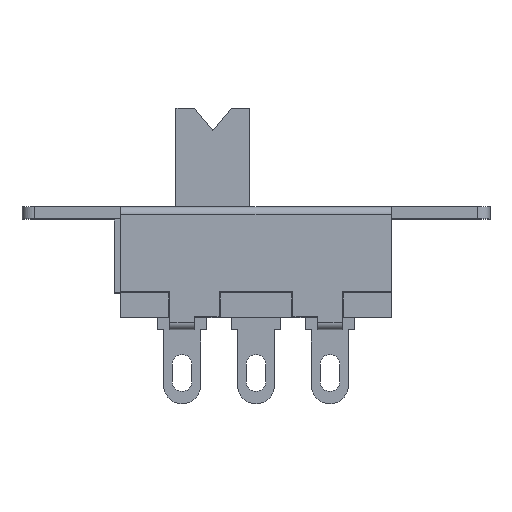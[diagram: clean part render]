
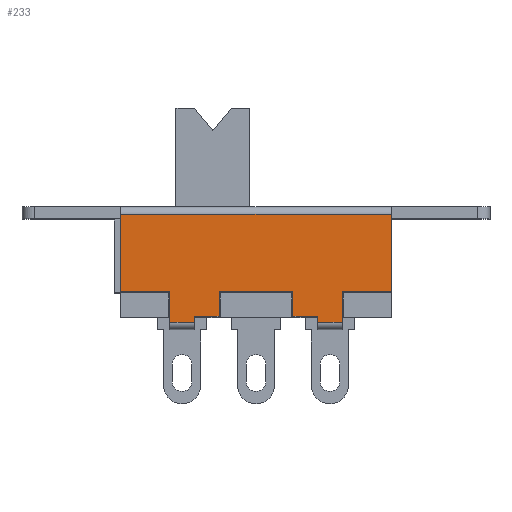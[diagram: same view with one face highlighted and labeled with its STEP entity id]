
A CAD part, top view. The second image highlights one B-rep face of the part: STEP entity #233.
In plain terms, the highlighted planar face has unit normal (0, 0, 1).
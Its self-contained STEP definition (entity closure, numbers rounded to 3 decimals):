
#233 = ADVANCED_FACE( '', ( #451 ), #452, .F. );
#451 = FACE_OUTER_BOUND( '', #752, .T. );
#452 = PLANE( '', #753 );
#752 = EDGE_LOOP( '', ( #1523, #1524, #1525, #1526, #1527, #1528, #1529, #1530, #1531, #1532, #1533, #1534, #1535, #1536, #1537, #1538 ) );
#753 = AXIS2_PLACEMENT_3D( '', #1539, #1540, #1541 );
#1523 = ORIENTED_EDGE( '', *, *, #2351, .F. );
#1524 = ORIENTED_EDGE( '', *, *, #2406, .F. );
#1525 = ORIENTED_EDGE( '', *, *, #2281, .T. );
#1526 = ORIENTED_EDGE( '', *, *, #2244, .F. );
#1527 = ORIENTED_EDGE( '', *, *, #2356, .F. );
#1528 = ORIENTED_EDGE( '', *, *, #2357, .F. );
#1529 = ORIENTED_EDGE( '', *, *, #2359, .F. );
#1530 = ORIENTED_EDGE( '', *, *, #2227, .F. );
#1531 = ORIENTED_EDGE( '', *, *, #2407, .F. );
#1532 = ORIENTED_EDGE( '', *, *, #2408, .F. );
#1533 = ORIENTED_EDGE( '', *, *, #2364, .F. );
#1534 = ORIENTED_EDGE( '', *, *, #2365, .F. );
#1535 = ORIENTED_EDGE( '', *, *, #2387, .F. );
#1536 = ORIENTED_EDGE( '', *, *, #2394, .T. );
#1537 = ORIENTED_EDGE( '', *, *, #2390, .T. );
#1538 = ORIENTED_EDGE( '', *, *, #2347, .F. );
#1539 = CARTESIAN_POINT( '', ( 5.5, -0.3, 2.675 ) );
#1540 = DIRECTION( '', ( 0., 0., -1. ) );
#1541 = DIRECTION( '', ( -1., 0., 0. ) );
#2227 = EDGE_CURVE( '', #2703, #2706, #2707, .T. );
#2244 = EDGE_CURVE( '', #2737, #2733, #2739, .T. );
#2281 = EDGE_CURVE( '', #2804, #2733, #2805, .T. );
#2347 = EDGE_CURVE( '', #2907, #2908, #2909, .T. );
#2351 = EDGE_CURVE( '', #2912, #2907, #2915, .T. );
#2356 = EDGE_CURVE( '', #2920, #2737, #2922, .T. );
#2357 = EDGE_CURVE( '', #2923, #2920, #2924, .T. );
#2359 = EDGE_CURVE( '', #2706, #2923, #2926, .T. );
#2364 = EDGE_CURVE( '', #2933, #2928, #2935, .T. );
#2365 = EDGE_CURVE( '', #2936, #2933, #2937, .T. );
#2387 = EDGE_CURVE( '', #2971, #2936, #2972, .T. );
#2390 = EDGE_CURVE( '', #2976, #2908, #2977, .T. );
#2394 = EDGE_CURVE( '', #2971, #2976, #2983, .T. );
#2406 = EDGE_CURVE( '', #2804, #2912, #2998, .T. );
#2407 = EDGE_CURVE( '', #2999, #2703, #3000, .T. );
#2408 = EDGE_CURVE( '', #2928, #2999, #3001, .T. );
#2703 = VERTEX_POINT( '', #3445 );
#2706 = VERTEX_POINT( '', #3449 );
#2707 = LINE( '', #3450, #3451 );
#2733 = VERTEX_POINT( '', #3490 );
#2737 = VERTEX_POINT( '', #3496 );
#2739 = LINE( '', #3499, #3500 );
#2804 = VERTEX_POINT( '', #3601 );
#2805 = LINE( '', #3602, #3603 );
#2907 = VERTEX_POINT( '', #3766 );
#2908 = VERTEX_POINT( '', #3767 );
#2909 = LINE( '', #3768, #3769 );
#2912 = VERTEX_POINT( '', #3774 );
#2915 = LINE( '', #3777, #3778 );
#2920 = VERTEX_POINT( '', #3786 );
#2922 = LINE( '', #3789, #3790 );
#2923 = VERTEX_POINT( '', #3791 );
#2924 = LINE( '', #3792, #3793 );
#2926 = LINE( '', #3796, #3797 );
#2928 = VERTEX_POINT( '', #3799 );
#2933 = VERTEX_POINT( '', #3806 );
#2935 = LINE( '', #3809, #3810 );
#2936 = VERTEX_POINT( '', #3811 );
#2937 = LINE( '', #3812, #3813 );
#2971 = VERTEX_POINT( '', #3862 );
#2972 = LINE( '', #3863, #3864 );
#2976 = VERTEX_POINT( '', #3869 );
#2977 = LINE( '', #3870, #3871 );
#2983 = LINE( '', #3879, #3880 );
#2998 = LINE( '', #3904, #3905 );
#2999 = VERTEX_POINT( '', #3906 );
#3000 = LINE( '', #3907, #3908 );
#3001 = LINE( '', #3909, #3910 );
#3445 = CARTESIAN_POINT( '', ( 2.5, -4.45, 2.675 ) );
#3449 = CARTESIAN_POINT( '', ( 1.5, -4.45, 2.675 ) );
#3450 = CARTESIAN_POINT( '', ( 5.5, -4.45, 2.675 ) );
#3451 = VECTOR( '', #4367, 1000. );
#3490 = CARTESIAN_POINT( '', ( -2.5, -4.45, 2.675 ) );
#3496 = CARTESIAN_POINT( '', ( -1.5, -4.45, 2.675 ) );
#3499 = CARTESIAN_POINT( '', ( 5.5, -4.45, 2.675 ) );
#3500 = VECTOR( '', #4384, 1000. );
#3601 = CARTESIAN_POINT( '', ( -2.5, -4.7, 2.675 ) );
#3602 = CARTESIAN_POINT( '', ( -2.5, -5., 2.675 ) );
#3603 = VECTOR( '', #4421, 1000. );
#3766 = CARTESIAN_POINT( '', ( -3.5, -3.45, 2.675 ) );
#3767 = CARTESIAN_POINT( '', ( -5.5, -3.45, 2.675 ) );
#3768 = CARTESIAN_POINT( '', ( 5.5, -3.45, 2.675 ) );
#3769 = VECTOR( '', #4495, 1000. );
#3774 = CARTESIAN_POINT( '', ( -3.5, -4.7, 2.675 ) );
#3777 = CARTESIAN_POINT( '', ( -3.5, -0.3, 2.675 ) );
#3778 = VECTOR( '', #4501, 1000. );
#3786 = CARTESIAN_POINT( '', ( -1.5, -3.45, 2.675 ) );
#3789 = CARTESIAN_POINT( '', ( -1.5, -0.3, 2.675 ) );
#3790 = VECTOR( '', #4506, 1000. );
#3791 = CARTESIAN_POINT( '', ( 1.5, -3.45, 2.675 ) );
#3792 = CARTESIAN_POINT( '', ( 5.5, -3.45, 2.675 ) );
#3793 = VECTOR( '', #4507, 1000. );
#3796 = CARTESIAN_POINT( '', ( 1.5, -0.3, 2.675 ) );
#3797 = VECTOR( '', #4509, 1000. );
#3799 = CARTESIAN_POINT( '', ( 3.5, -4.7, 2.675 ) );
#3806 = CARTESIAN_POINT( '', ( 3.5, -3.45, 2.675 ) );
#3809 = CARTESIAN_POINT( '', ( 3.5, -0.3, 2.675 ) );
#3810 = VECTOR( '', #4516, 1000. );
#3811 = CARTESIAN_POINT( '', ( 5.5, -3.45, 2.675 ) );
#3812 = CARTESIAN_POINT( '', ( 5.5, -3.45, 2.675 ) );
#3813 = VECTOR( '', #4517, 1000. );
#3862 = CARTESIAN_POINT( '', ( 5.5, -0.3, 2.675 ) );
#3863 = CARTESIAN_POINT( '', ( 5.5, -0.3, 2.675 ) );
#3864 = VECTOR( '', #4551, 1000. );
#3869 = CARTESIAN_POINT( '', ( -5.5, -0.3, 2.675 ) );
#3870 = CARTESIAN_POINT( '', ( -5.5, -0.3, 2.675 ) );
#3871 = VECTOR( '', #4556, 1000. );
#3879 = CARTESIAN_POINT( '', ( 5.5, -0.3, 2.675 ) );
#3880 = VECTOR( '', #4562, 1000. );
#3904 = CARTESIAN_POINT( '', ( 5., -4.7, 2.675 ) );
#3905 = VECTOR( '', #4578, 1000. );
#3906 = CARTESIAN_POINT( '', ( 2.5, -4.7, 2.675 ) );
#3907 = CARTESIAN_POINT( '', ( 2.5, -5., 2.675 ) );
#3908 = VECTOR( '', #4579, 1000. );
#3909 = CARTESIAN_POINT( '', ( 5., -4.7, 2.675 ) );
#3910 = VECTOR( '', #4580, 1000. );
#4367 = DIRECTION( '', ( -1., 0., 0. ) );
#4384 = DIRECTION( '', ( -1., 0., 0. ) );
#4421 = DIRECTION( '', ( 0., 1., 0. ) );
#4495 = DIRECTION( '', ( -1., 0., 0. ) );
#4501 = DIRECTION( '', ( 0., 1., 0. ) );
#4506 = DIRECTION( '', ( 0., -1., 0. ) );
#4507 = DIRECTION( '', ( -1., 0., 0. ) );
#4509 = DIRECTION( '', ( 0., 1., 0. ) );
#4516 = DIRECTION( '', ( 0., -1., 0. ) );
#4517 = DIRECTION( '', ( -1., 0., 0. ) );
#4551 = DIRECTION( '', ( 0., -1., 0. ) );
#4556 = DIRECTION( '', ( 0., -1., 0. ) );
#4562 = DIRECTION( '', ( -1., 0., 0. ) );
#4578 = DIRECTION( '', ( -1., 0., 0. ) );
#4579 = DIRECTION( '', ( 0., 1., 0. ) );
#4580 = DIRECTION( '', ( -1., 0., 0. ) );
